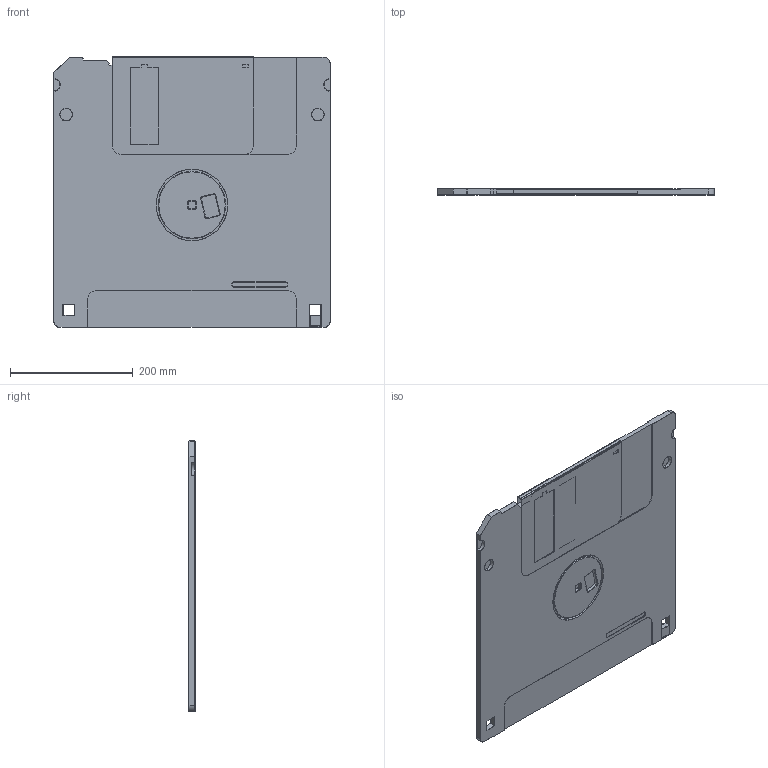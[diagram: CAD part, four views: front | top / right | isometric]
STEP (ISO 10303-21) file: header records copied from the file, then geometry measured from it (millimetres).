
FILE_DESCRIPTION (( 'STEP AP214' ), '1' );
FILE_NAME ('Disket 01.STEP', '2012-02-08T11:06:49', ( 'Iskender' ), ( '' ), 'SwSTEP 2.0', 'SolidWorks 2012', '' );
FILE_SCHEMA (( 'AUTOMOTIVE_DESIGN' ));
Length unit declared in the file: millimetre
Products named in the file (1): Disket 01
Bounding box: 450 x 10.2 x 441.2 mm (x, y, z)
Volume: 1740267 mm3; surface area: 557438.9 mm2
Topology: 4 solids, 4 shells, 273 faces, 653 edges, 393 vertices
Faces by surface type: cylinder 121, plane 115, torus 37
Entity records: 8796 total; most frequent: CARTESIAN_POINT 1477, DIRECTION 1353, ORIENTED_EDGE 1306, EDGE_CURVE 653, AXIS2_PLACEMENT_3D 473, LINE 407, VECTOR 407, VERTEX_POINT 393
